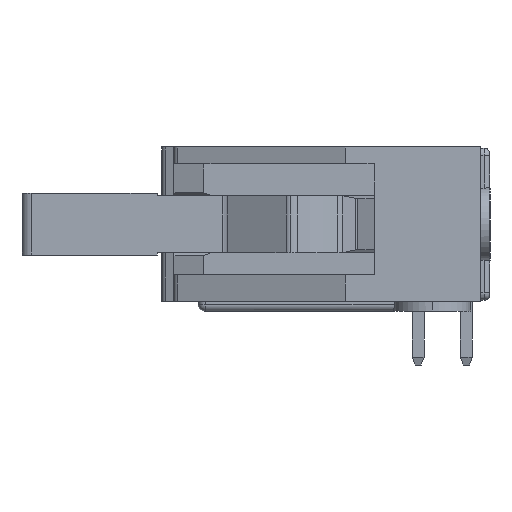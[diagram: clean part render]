
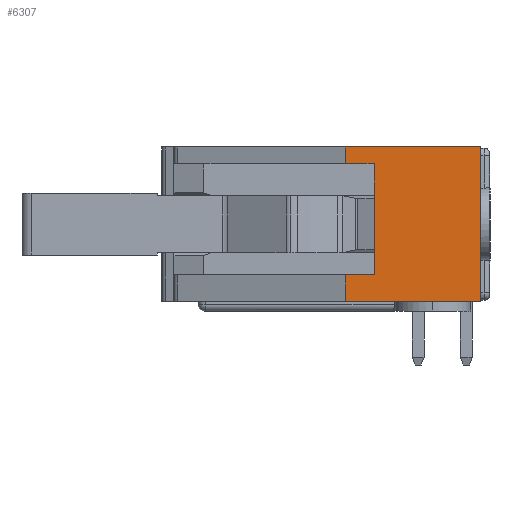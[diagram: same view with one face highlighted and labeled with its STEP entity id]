
A CAD part, left-side view. The second image highlights one B-rep face of the part: STEP entity #6307.
In plain terms, the highlighted planar face has unit normal (-1, 0, 0).
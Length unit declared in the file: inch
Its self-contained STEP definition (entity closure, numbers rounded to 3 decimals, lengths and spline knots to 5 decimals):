
#127 = EDGE_CURVE ( 'NONE', #25756, #18284, #2142, .T. ) ;
#1266 = LINE ( 'NONE', #3082, #24634 ) ;
#1515 = VERTEX_POINT ( 'NONE', #11080 ) ;
#1827 = CARTESIAN_POINT ( 'NONE',  ( -0.78, 0., 0.16 ) ) ;
#2039 = VECTOR ( 'NONE', #3027, 39.37008 ) ;
#2142 = LINE ( 'NONE', #12938, #19804 ) ;
#2148 = LINE ( 'NONE', #20290, #25134 ) ;
#2488 = CARTESIAN_POINT ( 'NONE',  ( -0.78, -0.28018, -0.105 ) ) ;
#2572 = EDGE_CURVE ( 'NONE', #11187, #1515, #24956, .T. ) ;
#3027 = DIRECTION ( 'NONE',  ( 0., 0., -1. ) ) ;
#3042 = VERTEX_POINT ( 'NONE', #18261 ) ;
#3082 = CARTESIAN_POINT ( 'NONE',  ( -0.78, 0., 0.16 ) ) ;
#3158 = ORIENTED_EDGE ( 'NONE', *, *, #17138, .F. ) ;
#3307 = VERTEX_POINT ( 'NONE', #5875 ) ;
#3675 = LINE ( 'NONE', #15110, #18513 ) ;
#3853 = DIRECTION ( 'NONE',  ( 0., 0., -1. ) ) ;
#4237 = LINE ( 'NONE', #2488, #24431 ) ;
#4377 = ORIENTED_EDGE ( 'NONE', *, *, #13498, .T. ) ;
#4500 = ORIENTED_EDGE ( 'NONE', *, *, #2572, .F. ) ;
#5181 = AXIS2_PLACEMENT_3D ( 'NONE', #1827, #28635, #8947 ) ;
#5875 = CARTESIAN_POINT ( 'NONE',  ( -0.78, 0.3, -0.105 ) ) ;
#6134 = CARTESIAN_POINT ( 'NONE',  ( -0.78, 0.02, 0.16 ) ) ;
#6307 = ADVANCED_FACE ( 'NONE', ( #7295 ), #15367, .F. ) ;
#7295 = FACE_OUTER_BOUND ( 'NONE', #26662, .T. ) ;
#8205 = ORIENTED_EDGE ( 'NONE', *, *, #25349, .T. ) ;
#8947 = DIRECTION ( 'NONE',  ( 0., 0., -1. ) ) ;
#9724 = EDGE_CURVE ( 'NONE', #29280, #18284, #2148, .T. ) ;
#9877 = EDGE_CURVE ( 'NONE', #3042, #3307, #4237, .T. ) ;
#10652 = ORIENTED_EDGE ( 'NONE', *, *, #16648, .F. ) ;
#11080 = CARTESIAN_POINT ( 'NONE',  ( -0.78, 0.3, 0.125 ) ) ;
#11187 = VERTEX_POINT ( 'NONE', #26629 ) ;
#12938 = CARTESIAN_POINT ( 'NONE',  ( -0.78, 0., -0.16 ) ) ;
#13498 = EDGE_CURVE ( 'NONE', #17310, #1515, #3675, .T. ) ;
#14304 = DIRECTION ( 'NONE',  ( 0., -1., 0. ) ) ;
#15110 = CARTESIAN_POINT ( 'NONE',  ( -0.78, 0.3, 0.16 ) ) ;
#15367 = PLANE ( 'NONE',  #5181 ) ;
#16232 = CARTESIAN_POINT ( 'NONE',  ( -0.78, 0.02, -0.16 ) ) ;
#16414 = ORIENTED_EDGE ( 'NONE', *, *, #9877, .T. ) ;
#16565 = CARTESIAN_POINT ( 'NONE',  ( -0.78, 0.3, -0.16 ) ) ;
#16571 = CARTESIAN_POINT ( 'NONE',  ( -0.78, 0.3, 0.16 ) ) ;
#16648 = EDGE_CURVE ( 'NONE', #3042, #11187, #17918, .T. ) ;
#16988 = ORIENTED_EDGE ( 'NONE', *, *, #9724, .F. ) ;
#17138 = EDGE_CURVE ( 'NONE', #17310, #29280, #1266, .T. ) ;
#17310 = VERTEX_POINT ( 'NONE', #16571 ) ;
#17823 = DIRECTION ( 'NONE',  ( 0., 0., -1. ) ) ;
#17918 = LINE ( 'NONE', #25973, #22534 ) ;
#18261 = CARTESIAN_POINT ( 'NONE',  ( -0.78, 0.24, -0.105 ) ) ;
#18284 = VERTEX_POINT ( 'NONE', #16232 ) ;
#18513 = VECTOR ( 'NONE', #3853, 39.37008 ) ;
#19040 = DIRECTION ( 'NONE',  ( 0., 0., 1. ) ) ;
#19804 = VECTOR ( 'NONE', #14304, 39.37008 ) ;
#20074 = LINE ( 'NONE', #23234, #2039 ) ;
#20290 = CARTESIAN_POINT ( 'NONE',  ( -0.78, 0.02, 0. ) ) ;
#21010 = DIRECTION ( 'NONE',  ( 0., -1., 0. ) ) ;
#21152 = CARTESIAN_POINT ( 'NONE',  ( -0.78, -0.28018, 0.125 ) ) ;
#22534 = VECTOR ( 'NONE', #19040, 39.37008 ) ;
#23198 = VECTOR ( 'NONE', #23332, 39.37008 ) ;
#23234 = CARTESIAN_POINT ( 'NONE',  ( -0.78, 0.3, 0.16 ) ) ;
#23332 = DIRECTION ( 'NONE',  ( 0., 1., 0. ) ) ;
#24431 = VECTOR ( 'NONE', #27907, 39.37008 ) ;
#24634 = VECTOR ( 'NONE', #21010, 39.37008 ) ;
#24956 = LINE ( 'NONE', #21152, #23198 ) ;
#25134 = VECTOR ( 'NONE', #17823, 39.37008 ) ;
#25349 = EDGE_CURVE ( 'NONE', #3307, #25756, #20074, .T. ) ;
#25450 = ORIENTED_EDGE ( 'NONE', *, *, #127, .T. ) ;
#25756 = VERTEX_POINT ( 'NONE', #16565 ) ;
#25973 = CARTESIAN_POINT ( 'NONE',  ( -0.78, 0.24, 0. ) ) ;
#26629 = CARTESIAN_POINT ( 'NONE',  ( -0.78, 0.24, 0.125 ) ) ;
#26662 = EDGE_LOOP ( 'NONE', ( #25450, #16988, #3158, #4377, #4500, #10652, #16414, #8205 ) ) ;
#27907 = DIRECTION ( 'NONE',  ( 0., 1., 0. ) ) ;
#28635 = DIRECTION ( 'NONE',  ( 1., 0., 0. ) ) ;
#29280 = VERTEX_POINT ( 'NONE', #6134 ) ;
